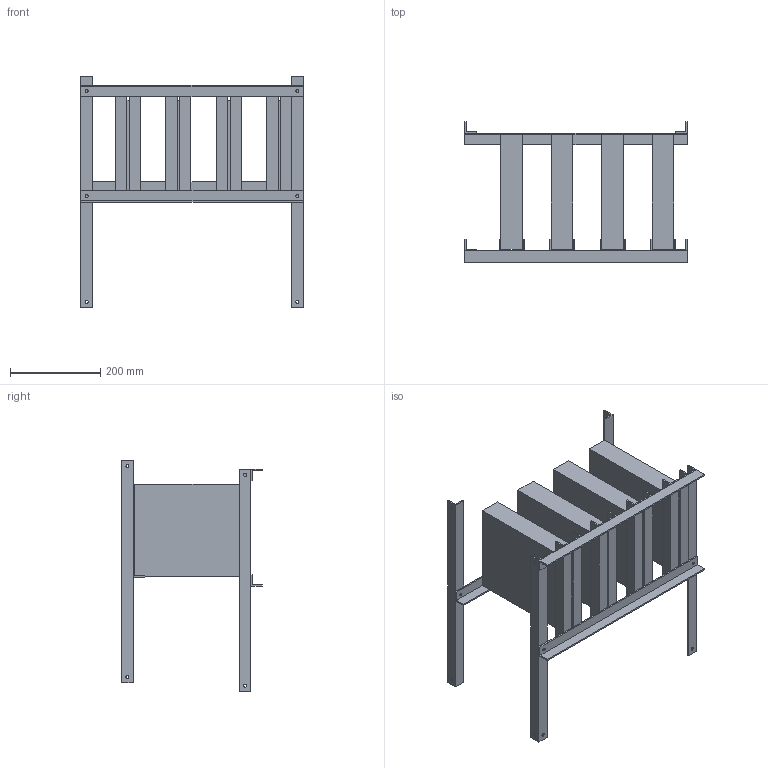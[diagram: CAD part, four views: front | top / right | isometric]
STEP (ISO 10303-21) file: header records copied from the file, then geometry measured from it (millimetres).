
FILE_DESCRIPTION(/* description */ (''),/* implementation_level */ '2;1');
FILE_NAME(/* name */ 'racked_3.stp',/* time_stamp */ '2018-10-24T16:36:51-07:00',/* author */ ('ddeboer'),/* organization */ (''),/* preprocessor_version */ 'ST-DEVELOPER v16.5',/* originating_system */ 'Autodesk Inventor 2017',/* authorisation */ '');
FILE_SCHEMA (('AUTOMOTIVE_DESIGN { 1 0 10303 214 3 1 1 }'));
Length unit declared in the file: inch
Products named in the file (9): racked; bottom; ladder; uchannel; Part2; snap; top_3; Part2_1; Part2_2
Assembly tree (22 placements, depth 4):
  racked
    bottom
      ladder
        Part2_1  x2
        uchannel  x8
      Part2  x2
    snap  x4
    top_3
      Part2_1
      Part2_2  x2
Bounding box: 492.12 x 311.15 x 511.18 mm (x, y, z)
Volume: 10689884.7 mm3; surface area: 1152333.3 mm2
Topology: 19 solids, 19 shells, 166 faces, 406 edges, 278 vertices
Faces by surface type: plane 144, cylinder 22
Full cylindrical faces by diameter (mm): 6.756 x22
Entity records: 1731 total; most frequent: DIRECTION 282, CARTESIAN_POINT 259, ORIENTED_EDGE 208, EDGE_CURVE 104, AXIS2_PLACEMENT_3D 99, LINE 84, VECTOR 84, EDGE_LOOP 78
